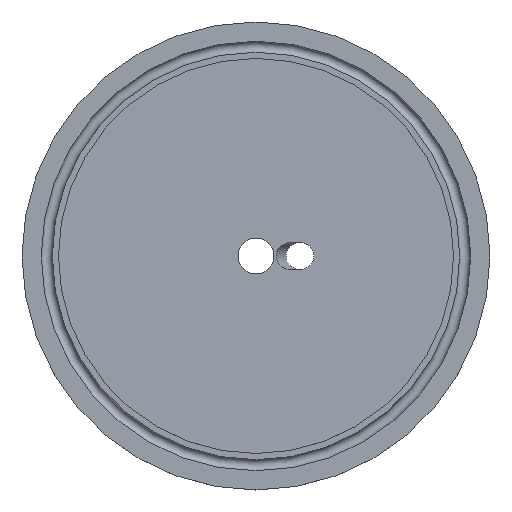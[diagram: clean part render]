
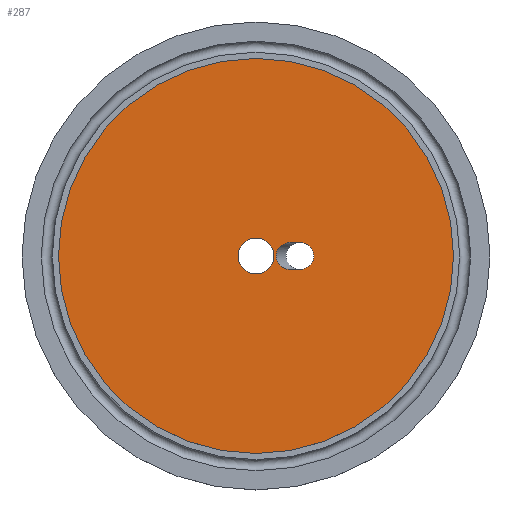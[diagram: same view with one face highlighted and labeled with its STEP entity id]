
A CAD part, top view. The second image highlights one B-rep face of the part: STEP entity #287.
In plain terms, the highlighted planar face has unit normal (0, 0, 1).
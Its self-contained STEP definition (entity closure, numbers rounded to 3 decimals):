
#15=ELLIPSE('',#333,5.321,5.);
#17=ELLIPSE('',#337,5.321,5.);
#35=LINE('',#492,#52);
#39=LINE('',#503,#56);
#52=VECTOR('',#405,10.);
#56=VECTOR('',#417,10.);
#65=FACE_BOUND('',#113,.T.);
#66=FACE_BOUND('',#114,.T.);
#76=PLANE('',#345);
#93=FACE_OUTER_BOUND('',#112,.T.);
#112=EDGE_LOOP('',(#251));
#113=EDGE_LOOP('',(#252,#253,#254,#255));
#114=EDGE_LOOP('',(#256));
#134=CIRCLE('',#341,6.5);
#136=CIRCLE('',#344,71.75);
#151=VERTEX_POINT('',#482);
#152=VERTEX_POINT('',#483);
#155=VERTEX_POINT('',#491);
#157=VERTEX_POINT('',#497);
#159=VERTEX_POINT('',#506);
#161=VERTEX_POINT('',#512);
#180=EDGE_CURVE('',#151,#152,#15,.T.);
#184=EDGE_CURVE('',#152,#155,#35,.T.);
#187=EDGE_CURVE('',#155,#157,#17,.T.);
#190=EDGE_CURVE('',#157,#151,#39,.T.);
#192=EDGE_CURVE('',#159,#159,#134,.T.);
#195=EDGE_CURVE('',#161,#161,#136,.T.);
#251=ORIENTED_EDGE('',*,*,#195,.T.);
#252=ORIENTED_EDGE('',*,*,#187,.T.);
#253=ORIENTED_EDGE('',*,*,#190,.T.);
#254=ORIENTED_EDGE('',*,*,#180,.T.);
#255=ORIENTED_EDGE('',*,*,#184,.T.);
#256=ORIENTED_EDGE('',*,*,#192,.T.);
#287=ADVANCED_FACE('',(#93,#65,#66),#76,.T.);
#333=AXIS2_PLACEMENT_3D('',#484,#397,#398);
#337=AXIS2_PLACEMENT_3D('',#498,#410,#411);
#341=AXIS2_PLACEMENT_3D('',#507,#421,#422);
#344=AXIS2_PLACEMENT_3D('',#513,#428,#429);
#345=AXIS2_PLACEMENT_3D('',#515,#431,#432);
#397=DIRECTION('center_axis',(0.,0.,-1.));
#398=DIRECTION('ref_axis',(1.,0.,0.));
#405=DIRECTION('',(1.,0.,0.));
#410=DIRECTION('center_axis',(0.,0.,-1.));
#411=DIRECTION('ref_axis',(-1.,0.,0.));
#417=DIRECTION('',(-1.,0.,0.));
#421=DIRECTION('center_axis',(0.,0.,-1.));
#422=DIRECTION('ref_axis',(1.,0.,0.));
#428=DIRECTION('center_axis',(0.,0.,1.));
#429=DIRECTION('ref_axis',(1.,0.,0.));
#431=DIRECTION('center_axis',(0.,0.,1.));
#432=DIRECTION('ref_axis',(1.,0.,0.));
#482=CARTESIAN_POINT('',(12.651,-5.,10.));
#483=CARTESIAN_POINT('',(12.651,5.,10.));
#484=CARTESIAN_POINT('Origin',(12.651,0.,10.));
#491=CARTESIAN_POINT('',(15.651,5.,10.));
#492=CARTESIAN_POINT('',(9.645,5.,10.));
#497=CARTESIAN_POINT('',(15.651,-5.,10.));
#498=CARTESIAN_POINT('Origin',(15.651,0.,10.));
#503=CARTESIAN_POINT('',(8.321,-5.,10.));
#506=CARTESIAN_POINT('',(-6.5,0.,10.));
#507=CARTESIAN_POINT('Origin',(0.,0.,10.));
#512=CARTESIAN_POINT('',(-71.75,0.,10.));
#513=CARTESIAN_POINT('Origin',(0.,0.,10.));
#515=CARTESIAN_POINT('Origin',(0.,0.,10.));
